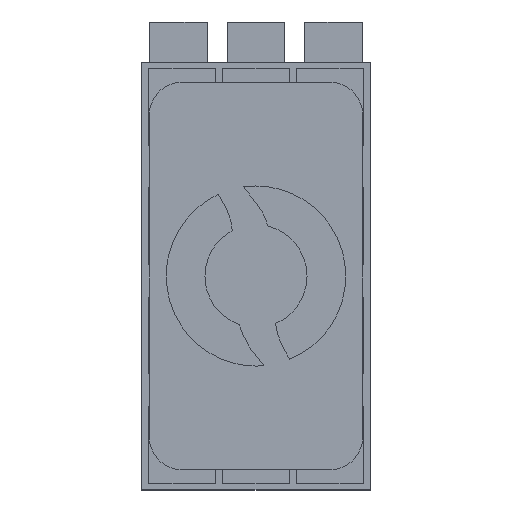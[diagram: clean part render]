
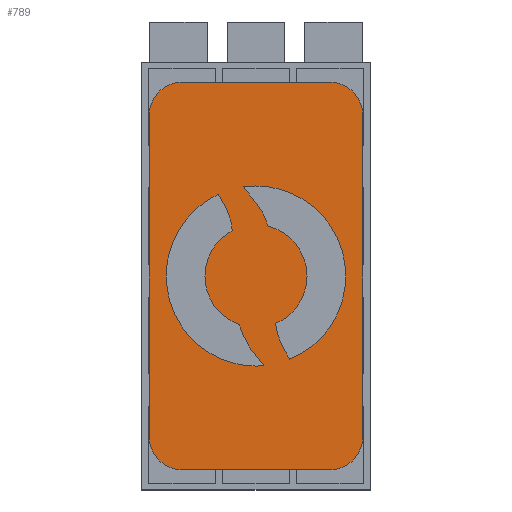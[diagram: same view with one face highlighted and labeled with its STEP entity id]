
A CAD part, top view. The second image highlights one B-rep face of the part: STEP entity #789.
In plain terms, the highlighted face is planar.
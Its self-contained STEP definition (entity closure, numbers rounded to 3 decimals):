
#67=B_SPLINE_CURVE_WITH_KNOTS('',3,(#1283,#1284,#1285,#1286),
 .UNSPECIFIED.,.F.,.F.,(4,4),(0.,1.),.UNSPECIFIED.);
#68=B_SPLINE_CURVE_WITH_KNOTS('',3,(#1288,#1289,#1290,#1291),
 .UNSPECIFIED.,.F.,.F.,(4,4),(0.,1.),.UNSPECIFIED.);
#69=B_SPLINE_CURVE_WITH_KNOTS('',3,(#1293,#1294,#1295,#1296),
 .UNSPECIFIED.,.F.,.F.,(4,4),(0.,1.),.UNSPECIFIED.);
#70=B_SPLINE_CURVE_WITH_KNOTS('',2,(#1298,#1299,#1300),.UNSPECIFIED.,.F.,
 .F.,(3,3),(0.,1.),.UNSPECIFIED.);
#71=B_SPLINE_CURVE_WITH_KNOTS('',3,(#1302,#1303,#1304,#1305),
 .UNSPECIFIED.,.F.,.F.,(4,4),(0.,1.),.UNSPECIFIED.);
#72=B_SPLINE_CURVE_WITH_KNOTS('',3,(#1307,#1308,#1309,#1310),
 .UNSPECIFIED.,.F.,.F.,(4,4),(0.,1.),.UNSPECIFIED.);
#73=B_SPLINE_CURVE_WITH_KNOTS('',3,(#1311,#1312,#1313,#1314),
 .UNSPECIFIED.,.F.,.F.,(4,4),(0.,1.),.UNSPECIFIED.);
#74=B_SPLINE_CURVE_WITH_KNOTS('',3,(#1317,#1318,#1319,#1320),
 .UNSPECIFIED.,.F.,.F.,(4,4),(0.,1.),.UNSPECIFIED.);
#75=B_SPLINE_CURVE_WITH_KNOTS('',3,(#1322,#1323,#1324,#1325),
 .UNSPECIFIED.,.F.,.F.,(4,4),(0.,1.),.UNSPECIFIED.);
#76=B_SPLINE_CURVE_WITH_KNOTS('',3,(#1327,#1328,#1329,#1330),
 .UNSPECIFIED.,.F.,.F.,(4,4),(0.,1.),.UNSPECIFIED.);
#77=B_SPLINE_CURVE_WITH_KNOTS('',3,(#1332,#1333,#1334,#1335),
 .UNSPECIFIED.,.F.,.F.,(4,4),(0.,1.),.UNSPECIFIED.);
#78=B_SPLINE_CURVE_WITH_KNOTS('',3,(#1337,#1338,#1339,#1340),
 .UNSPECIFIED.,.F.,.F.,(4,4),(0.,1.),.UNSPECIFIED.);
#79=B_SPLINE_CURVE_WITH_KNOTS('',3,(#1342,#1343,#1344,#1345),
 .UNSPECIFIED.,.F.,.F.,(4,4),(0.,1.),.UNSPECIFIED.);
#80=B_SPLINE_CURVE_WITH_KNOTS('',3,(#1346,#1347,#1348,#1349),
 .UNSPECIFIED.,.F.,.F.,(4,4),(0.,1.),.UNSPECIFIED.);
#82=CIRCLE('',#863,2.5);
#84=CIRCLE('',#867,2.5);
#86=CIRCLE('',#871,2.5);
#88=CIRCLE('',#875,2.5);
#118=FACE_BOUND('',#198,.T.);
#119=FACE_BOUND('',#199,.T.);
#155=FACE_OUTER_BOUND('',#197,.T.);
#197=EDGE_LOOP('',(#675,#676,#677,#678,#679,#680,#681,#682));
#198=EDGE_LOOP('',(#683,#684,#685,#686,#687,#688,#689));
#199=EDGE_LOOP('',(#690,#691,#692,#693,#694,#695,#696));
#267=LINE('',#1246,#343);
#271=LINE('',#1258,#347);
#275=LINE('',#1270,#351);
#278=LINE('',#1279,#354);
#343=VECTOR('',#1029,1000.);
#347=VECTOR('',#1041,1000.);
#351=VECTOR('',#1053,1000.);
#354=VECTOR('',#1064,1000.);
#397=VERTEX_POINT('',#1236);
#398=VERTEX_POINT('',#1238);
#400=VERTEX_POINT('',#1244);
#402=VERTEX_POINT('',#1250);
#404=VERTEX_POINT('',#1256);
#406=VERTEX_POINT('',#1262);
#408=VERTEX_POINT('',#1268);
#410=VERTEX_POINT('',#1274);
#411=VERTEX_POINT('',#1281);
#412=VERTEX_POINT('',#1282);
#413=VERTEX_POINT('',#1287);
#414=VERTEX_POINT('',#1292);
#415=VERTEX_POINT('',#1297);
#416=VERTEX_POINT('',#1301);
#417=VERTEX_POINT('',#1306);
#418=VERTEX_POINT('',#1315);
#419=VERTEX_POINT('',#1316);
#420=VERTEX_POINT('',#1321);
#421=VERTEX_POINT('',#1326);
#422=VERTEX_POINT('',#1331);
#423=VERTEX_POINT('',#1336);
#424=VERTEX_POINT('',#1341);
#487=EDGE_CURVE('',#398,#397,#82,.T.);
#491=EDGE_CURVE('',#397,#400,#267,.T.);
#494=EDGE_CURVE('',#400,#402,#84,.T.);
#497=EDGE_CURVE('',#402,#404,#271,.T.);
#500=EDGE_CURVE('',#404,#406,#86,.T.);
#503=EDGE_CURVE('',#406,#408,#275,.T.);
#506=EDGE_CURVE('',#408,#410,#88,.T.);
#508=EDGE_CURVE('',#410,#398,#278,.T.);
#509=EDGE_CURVE('',#411,#412,#67,.T.);
#510=EDGE_CURVE('',#413,#411,#68,.T.);
#511=EDGE_CURVE('',#414,#413,#69,.T.);
#512=EDGE_CURVE('',#415,#414,#70,.T.);
#513=EDGE_CURVE('',#416,#415,#71,.T.);
#514=EDGE_CURVE('',#417,#416,#72,.T.);
#515=EDGE_CURVE('',#412,#417,#73,.T.);
#516=EDGE_CURVE('',#418,#419,#74,.T.);
#517=EDGE_CURVE('',#420,#418,#75,.T.);
#518=EDGE_CURVE('',#421,#420,#76,.T.);
#519=EDGE_CURVE('',#422,#421,#77,.T.);
#520=EDGE_CURVE('',#423,#422,#78,.T.);
#521=EDGE_CURVE('',#424,#423,#79,.T.);
#522=EDGE_CURVE('',#419,#424,#80,.T.);
#675=ORIENTED_EDGE('',*,*,#487,.T.);
#676=ORIENTED_EDGE('',*,*,#491,.T.);
#677=ORIENTED_EDGE('',*,*,#494,.T.);
#678=ORIENTED_EDGE('',*,*,#497,.T.);
#679=ORIENTED_EDGE('',*,*,#500,.T.);
#680=ORIENTED_EDGE('',*,*,#503,.T.);
#681=ORIENTED_EDGE('',*,*,#506,.T.);
#682=ORIENTED_EDGE('',*,*,#508,.T.);
#683=ORIENTED_EDGE('',*,*,#509,.F.);
#684=ORIENTED_EDGE('',*,*,#510,.F.);
#685=ORIENTED_EDGE('',*,*,#511,.F.);
#686=ORIENTED_EDGE('',*,*,#512,.F.);
#687=ORIENTED_EDGE('',*,*,#513,.F.);
#688=ORIENTED_EDGE('',*,*,#514,.F.);
#689=ORIENTED_EDGE('',*,*,#515,.F.);
#690=ORIENTED_EDGE('',*,*,#516,.F.);
#691=ORIENTED_EDGE('',*,*,#517,.F.);
#692=ORIENTED_EDGE('',*,*,#518,.F.);
#693=ORIENTED_EDGE('',*,*,#519,.F.);
#694=ORIENTED_EDGE('',*,*,#520,.F.);
#695=ORIENTED_EDGE('',*,*,#521,.F.);
#696=ORIENTED_EDGE('',*,*,#522,.F.);
#750=PLANE('',#877);
#789=ADVANCED_FACE('',(#155,#118,#119),#750,.F.);
#863=AXIS2_PLACEMENT_3D('',#1239,#1022,#1023);
#867=AXIS2_PLACEMENT_3D('',#1252,#1035,#1036);
#871=AXIS2_PLACEMENT_3D('',#1264,#1047,#1048);
#875=AXIS2_PLACEMENT_3D('',#1276,#1059,#1060);
#877=AXIS2_PLACEMENT_3D('',#1280,#1065,#1066);
#1022=DIRECTION('center_axis',(0.,1.,0.));
#1023=DIRECTION('ref_axis',(0.,0.,-1.));
#1029=DIRECTION('',(1.,0.,0.));
#1035=DIRECTION('center_axis',(0.,1.,0.));
#1036=DIRECTION('ref_axis',(0.,0.,1.));
#1041=DIRECTION('',(0.,0.,-1.));
#1047=DIRECTION('center_axis',(0.,1.,0.));
#1048=DIRECTION('ref_axis',(0.,0.,1.));
#1053=DIRECTION('',(-1.,0.,0.));
#1059=DIRECTION('center_axis',(0.,1.,0.));
#1060=DIRECTION('ref_axis',(0.,0.,1.));
#1064=DIRECTION('',(0.,0.,1.));
#1065=DIRECTION('center_axis',(0.,-1.,0.));
#1066=DIRECTION('ref_axis',(0.,0.,-1.));
#1236=CARTESIAN_POINT('',(-13.5,0.45,0.));
#1238=CARTESIAN_POINT('',(-16.,0.45,-2.5));
#1239=CARTESIAN_POINT('Origin',(-13.5,0.45,-2.5));
#1244=CARTESIAN_POINT('',(-2.5,0.45,0.));
#1246=CARTESIAN_POINT('',(-2.5,0.45,0.));
#1250=CARTESIAN_POINT('',(0.,0.45,-2.5));
#1252=CARTESIAN_POINT('Origin',(-2.5,0.45,-2.5));
#1256=CARTESIAN_POINT('',(0.,0.45,-26.5));
#1258=CARTESIAN_POINT('',(0.,0.45,-2.5));
#1262=CARTESIAN_POINT('',(-2.5,0.45,-29.));
#1264=CARTESIAN_POINT('Origin',(-2.5,0.45,-26.5));
#1268=CARTESIAN_POINT('',(-13.5,0.45,-29.));
#1270=CARTESIAN_POINT('',(-2.5,0.45,-29.));
#1274=CARTESIAN_POINT('',(-16.,0.45,-26.5));
#1276=CARTESIAN_POINT('Origin',(-13.5,0.45,-26.5));
#1279=CARTESIAN_POINT('',(-16.,0.45,-2.5));
#1280=CARTESIAN_POINT('Origin',(-13.5,0.45,-2.5));
#1281=CARTESIAN_POINT('',(-8.025,0.45,-21.234));
#1282=CARTESIAN_POINT('',(-8.946,0.45,-21.169));
#1283=CARTESIAN_POINT('Ctrl Pts',(-8.025,0.45,-21.234));
#1284=CARTESIAN_POINT('Ctrl Pts',(-8.338,0.45,-21.234));
#1285=CARTESIAN_POINT('Ctrl Pts',(-8.642,0.45,-21.212));
#1286=CARTESIAN_POINT('Ctrl Pts',(-8.946,0.45,-21.169));
#1287=CARTESIAN_POINT('',(-1.287,0.45,-14.5));
#1288=CARTESIAN_POINT('Ctrl Pts',(-1.287,0.45,-14.5));
#1289=CARTESIAN_POINT('Ctrl Pts',(-1.287,0.45,-18.216));
#1290=CARTESIAN_POINT('Ctrl Pts',(-4.304,0.45,-21.234));
#1291=CARTESIAN_POINT('Ctrl Pts',(-8.025,0.45,-21.234));
#1292=CARTESIAN_POINT('',(-5.479,0.45,-8.259));
#1293=CARTESIAN_POINT('Ctrl Pts',(-5.479,0.45,-8.259));
#1294=CARTESIAN_POINT('Ctrl Pts',(-3.018,0.45,-9.262));
#1295=CARTESIAN_POINT('Ctrl Pts',(-1.287,0.45,-11.68));
#1296=CARTESIAN_POINT('Ctrl Pts',(-1.287,0.45,-14.5));
#1297=CARTESIAN_POINT('',(-6.533,0.45,-10.955));
#1298=CARTESIAN_POINT('Ctrl Pts',(-6.533,0.45,-10.955));
#1299=CARTESIAN_POINT('Ctrl Pts',(-6.49,0.45,-9.948));
#1300=CARTESIAN_POINT('Ctrl Pts',(-5.479,0.45,-8.259));
#1301=CARTESIAN_POINT('',(-4.184,0.45,-14.496));
#1302=CARTESIAN_POINT('Ctrl Pts',(-4.184,0.45,-14.496));
#1303=CARTESIAN_POINT('Ctrl Pts',(-4.184,0.45,-12.906));
#1304=CARTESIAN_POINT('Ctrl Pts',(-5.153,0.45,-11.538));
#1305=CARTESIAN_POINT('Ctrl Pts',(-6.533,0.45,-10.955));
#1306=CARTESIAN_POINT('',(-7.094,0.45,-18.225));
#1307=CARTESIAN_POINT('Ctrl Pts',(-7.094,0.45,-18.225));
#1308=CARTESIAN_POINT('Ctrl Pts',(-5.423,0.45,-17.809));
#1309=CARTESIAN_POINT('Ctrl Pts',(-4.184,0.45,-16.296));
#1310=CARTESIAN_POINT('Ctrl Pts',(-4.184,0.45,-14.496));
#1311=CARTESIAN_POINT('Ctrl Pts',(-8.946,0.45,-21.169));
#1312=CARTESIAN_POINT('Ctrl Pts',(-8.222,0.45,-20.252));
#1313=CARTESIAN_POINT('Ctrl Pts',(-7.403,0.45,-19.382));
#1314=CARTESIAN_POINT('Ctrl Pts',(-7.094,0.45,-18.225));
#1315=CARTESIAN_POINT('',(-11.816,0.45,-14.496));
#1316=CARTESIAN_POINT('',(-9.78,0.45,-17.89));
#1317=CARTESIAN_POINT('Ctrl Pts',(-11.816,0.45,-14.496));
#1318=CARTESIAN_POINT('Ctrl Pts',(-11.816,0.45,-15.966));
#1319=CARTESIAN_POINT('Ctrl Pts',(-10.989,0.45,-17.243));
#1320=CARTESIAN_POINT('Ctrl Pts',(-9.78,0.45,-17.89));
#1321=CARTESIAN_POINT('',(-9.223,0.45,-10.865));
#1322=CARTESIAN_POINT('Ctrl Pts',(-9.223,0.45,-10.865));
#1323=CARTESIAN_POINT('Ctrl Pts',(-10.731,0.45,-11.375));
#1324=CARTESIAN_POINT('Ctrl Pts',(-11.816,0.45,-12.807));
#1325=CARTESIAN_POINT('Ctrl Pts',(-11.816,0.45,-14.496));
#1326=CARTESIAN_POINT('',(-7.405,0.45,-7.788));
#1327=CARTESIAN_POINT('Ctrl Pts',(-7.405,0.45,-7.788));
#1328=CARTESIAN_POINT('Ctrl Pts',(-9.047,0.45,-9.575));
#1329=CARTESIAN_POINT('Ctrl Pts',(-9.223,0.45,-10.857));
#1330=CARTESIAN_POINT('Ctrl Pts',(-9.223,0.45,-10.865));
#1331=CARTESIAN_POINT('',(-7.975,0.45,-7.762));
#1332=CARTESIAN_POINT('Ctrl Pts',(-7.975,0.45,-7.762));
#1333=CARTESIAN_POINT('Ctrl Pts',(-7.783,0.45,-7.762));
#1334=CARTESIAN_POINT('Ctrl Pts',(-7.594,0.45,-7.771));
#1335=CARTESIAN_POINT('Ctrl Pts',(-7.405,0.45,-7.788));
#1336=CARTESIAN_POINT('',(-14.713,0.45,-14.5));
#1337=CARTESIAN_POINT('Ctrl Pts',(-14.713,0.45,-14.5));
#1338=CARTESIAN_POINT('Ctrl Pts',(-14.713,0.45,-10.78));
#1339=CARTESIAN_POINT('Ctrl Pts',(-11.696,0.45,-7.762));
#1340=CARTESIAN_POINT('Ctrl Pts',(-7.975,0.45,-7.762));
#1341=CARTESIAN_POINT('',(-10.821,0.45,-20.608));
#1342=CARTESIAN_POINT('Ctrl Pts',(-10.821,0.45,-20.608));
#1343=CARTESIAN_POINT('Ctrl Pts',(-13.119,0.45,-19.536));
#1344=CARTESIAN_POINT('Ctrl Pts',(-14.713,0.45,-17.205));
#1345=CARTESIAN_POINT('Ctrl Pts',(-14.713,0.45,-14.5));
#1346=CARTESIAN_POINT('Ctrl Pts',(-9.78,0.45,-17.89));
#1347=CARTESIAN_POINT('Ctrl Pts',(-9.818,0.45,-19.176));
#1348=CARTESIAN_POINT('Ctrl Pts',(-10.813,0.45,-20.595));
#1349=CARTESIAN_POINT('Ctrl Pts',(-10.821,0.45,-20.608));
